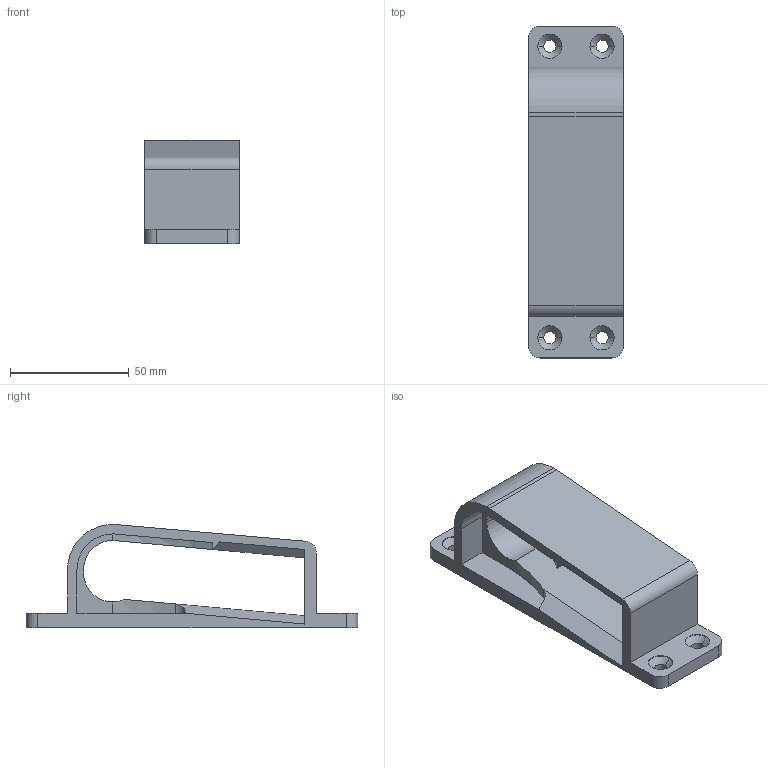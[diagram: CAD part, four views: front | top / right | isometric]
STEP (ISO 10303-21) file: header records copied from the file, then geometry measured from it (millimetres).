
FILE_DESCRIPTION (( 'STEP AP203' ), '1' );
FILE_NAME ('sone3D.STEP', '2016-05-30T07:24:29', ( '' ), ( '' ), 'SwSTEP 2.0', 'SolidWorks 2014', '' );
FILE_SCHEMA (( 'CONFIG_CONTROL_DESIGN' ));
Length unit declared in the file: millimetre
Products named in the file (1): sone3D
Bounding box: 40 x 140 x 43.5 mm (x, y, z)
Volume: 72043.2 mm3; surface area: 27483.7 mm2
Topology: 1 solids, 1 shells, 74 faces, 194 edges, 122 vertices
Faces by surface type: cylinder 34, plane 32, cone 8
Entity records: 2365 total; most frequent: CARTESIAN_POINT 437, DIRECTION 388, ORIENTED_EDGE 388, EDGE_CURVE 194, AXIS2_PLACEMENT_3D 133, VECTOR 122, LINE 122, VERTEX_POINT 122
